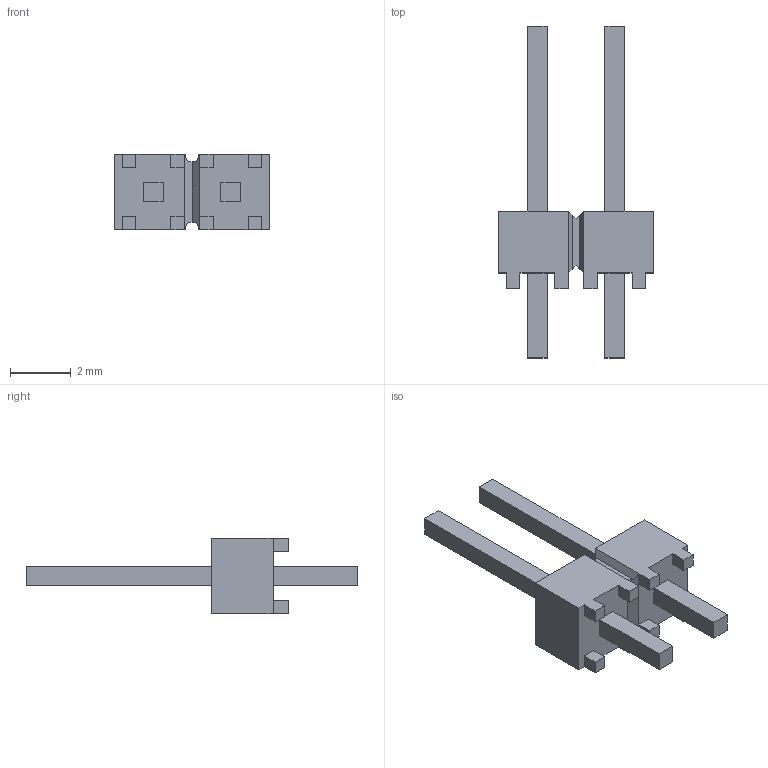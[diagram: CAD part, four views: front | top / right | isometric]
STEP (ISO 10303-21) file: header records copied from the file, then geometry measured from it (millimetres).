
FILE_DESCRIPTION (( 'STEP AP214' ), '1' );
FILE_NAME ('HMTSW-102-07-G-S-240.STEP', '2019-01-18T10:23:23', ( '' ), ( '' ), 'SwSTEP 2.0', 'SolidWorks 2018', '' );
FILE_SCHEMA (( 'AUTOMOTIVE_DESIGN' ));
Length unit declared in the file: inch
Products named in the file (3): _HMTSW_102_07_S_240_4; _HMTSW_102_07_G_S_240_body_2; HMTSW-102-07-G-S-240
Assembly tree (2 placements, depth 2):
  HMTSW-102-07-G-S-240
    _HMTSW_102_07_G_S_240_body_2
    _HMTSW_102_07_S_240_4
Bounding box: 5.08 x 10.92 x 2.49 mm (x, y, z)
Volume: 33.3 mm3; surface area: 135.3 mm2
Topology: 2 solids, 2 shells, 90 faces, 238 edges, 156 vertices
Faces by surface type: plane 90
Entity records: 2850 total; most frequent: CARTESIAN_POINT 489, ORIENTED_EDGE 476, DIRECTION 428, LINE 238, VECTOR 238, EDGE_CURVE 238, VERTEX_POINT 156, EDGE_LOOP 98
